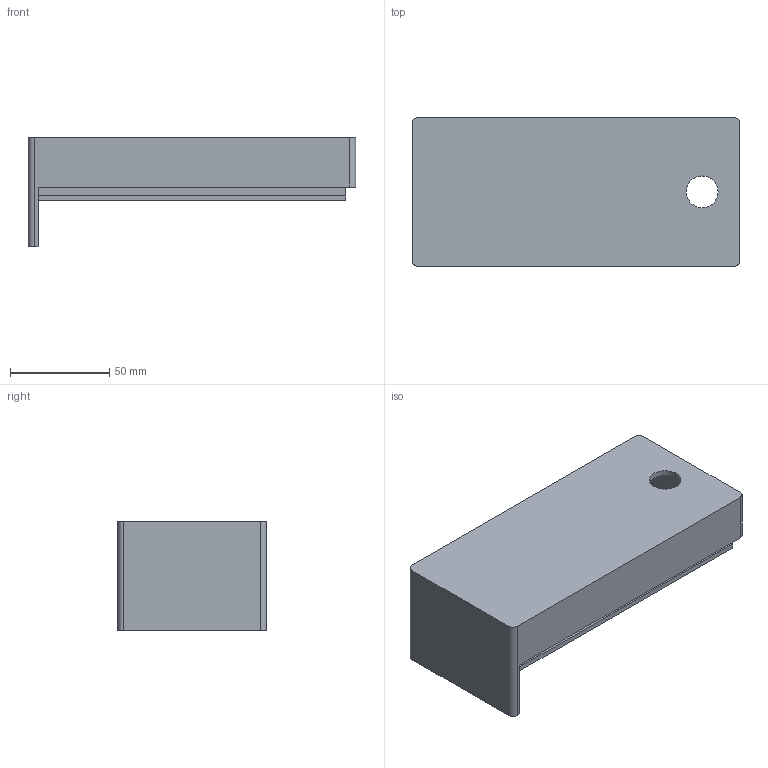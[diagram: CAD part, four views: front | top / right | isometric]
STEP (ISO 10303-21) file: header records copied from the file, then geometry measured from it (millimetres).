
FILE_DESCRIPTION(/* description */ (''),/* implementation_level */ '2;1');
FILE_NAME(/* name */ 'PCB Mount-2025-04-25-1.step',/* time_stamp */ '2025-04-25T08:08:49-07:00',/* author */ (''),/* organization */ (''),/* preprocessor_version */ 'ST-DEVELOPER v20.1',/* originating_system */ 'Autodesk Translation Framework v14.4.0.0',/* authorisation */ '');
FILE_SCHEMA (('AUTOMOTIVE_DESIGN { 1 0 10303 214 3 1 1 }'));
Length unit declared in the file: millimetre
Products named in the file (1): PCB Mount
Bounding box: 165 x 75 x 55 mm (x, y, z)
Volume: 116434.4 mm3; surface area: 57981.5 mm2
Topology: 1 solids, 1 shells, 51 faces, 111 edges, 74 vertices
Faces by surface type: plane 34, cylinder 17
Full cylindrical faces by diameter (mm): 3.5 x4, 5.31 x4, 10 x4, 16 x1
Entity records: 1436 total; most frequent: DIRECTION 249, CARTESIAN_POINT 237, ORIENTED_EDGE 222, EDGE_CURVE 111, AXIS2_PLACEMENT_3D 86, LINE 77, VECTOR 77, VERTEX_POINT 74
